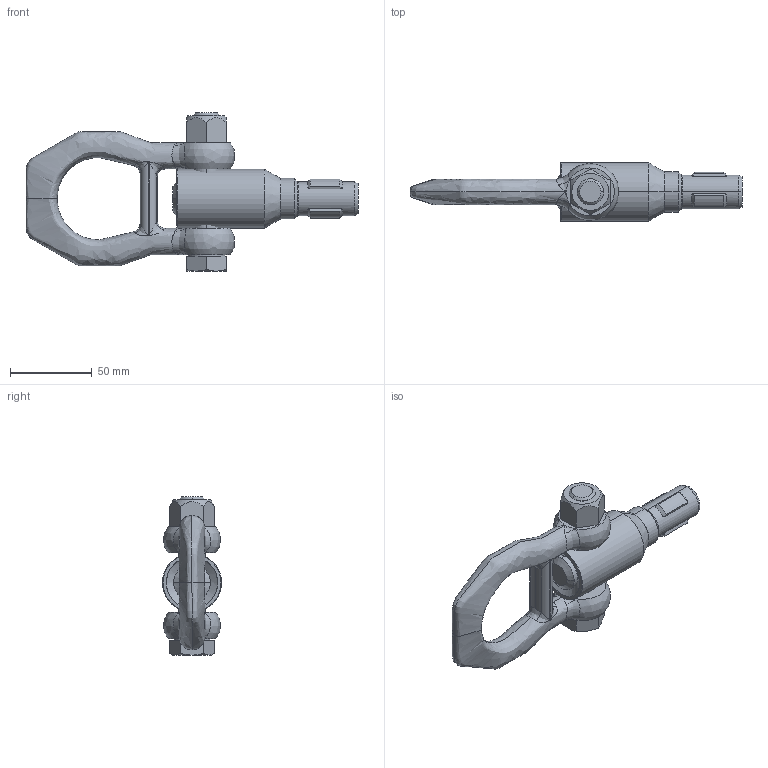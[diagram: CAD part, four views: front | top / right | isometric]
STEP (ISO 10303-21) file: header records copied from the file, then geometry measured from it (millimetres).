
FILE_DESCRIPTION(('STEP AP214'),'1');
FILE_NAME('HALDERN_EH_22352_2024.stp','2021-02-26T07:19:25',('TraceParts'),('TraceParts S.A.'),'Spatial InterOp 3D',' ',' ');
FILE_SCHEMA(('AUTOMOTIVE_DESIGN { 1 0 10303 214 1 1 1 1 }'));
Length unit declared in the file: millimetre
Products named in the file (1): HALDERN_EH_22352_2024_1
Bounding box: 202.55 x 36 x 96.5 mm (x, y, z)
Volume: 178982.8 mm3; surface area: 40227.8 mm2
Topology: 4 solids, 4 shells, 153 faces, 397 edges, 249 vertices
Faces by surface type: cylinder 41, bspline 38, plane 33, cone 32, torus 8, sphere 1
Entity records: 21705 total; most frequent: CARTESIAN_POINT 17068, ORIENTED_EDGE 778, DIRECTION 616, EDGE_CURVE 389, AXIS2_PLACEMENT_3D 264, VERTEX_POINT 249, EDGE_LOOP 166, STYLED_ITEM 157
